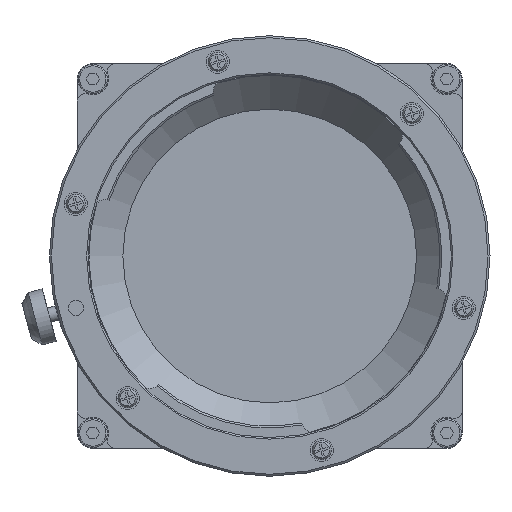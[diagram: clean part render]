
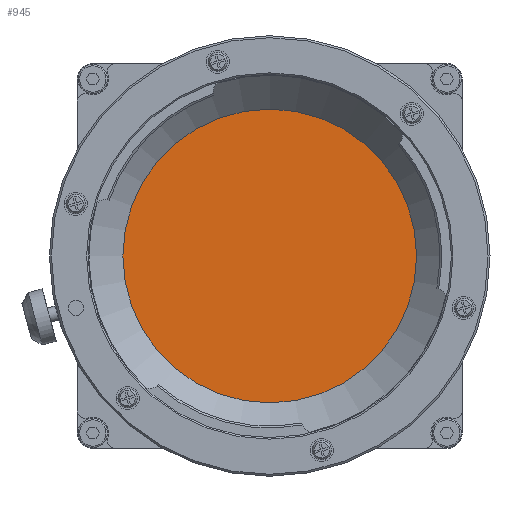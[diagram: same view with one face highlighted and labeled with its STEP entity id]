
A CAD part, left-side view. The second image highlights one B-rep face of the part: STEP entity #945.
In plain terms, the highlighted planar face has unit normal (-1, 0, 0).
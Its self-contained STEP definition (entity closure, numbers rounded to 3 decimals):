
#945 = ADVANCED_FACE( '', ( #2454 ), #2455, .T. );
#2454 = FACE_OUTER_BOUND( '', #4753, .T. );
#2455 = PLANE( '', #4754 );
#4753 = EDGE_LOOP( '', ( #7680 ) );
#4754 = AXIS2_PLACEMENT_3D( '', #7681, #7682, #7683 );
#7680 = ORIENTED_EDGE( '', *, *, #13002, .F. );
#7681 = CARTESIAN_POINT( '', ( 2.9, 21., 0. ) );
#7682 = DIRECTION( '', ( -1., 0., 0. ) );
#7683 = DIRECTION( '', ( 0., 0., 1. ) );
#13002 = EDGE_CURVE( '', #15678, #15678, #15679, .F. );
#15678 = VERTEX_POINT( '', #19382 );
#15679 = CIRCLE( '', #19383, 19. );
#19382 = CARTESIAN_POINT( '', ( 2.9, 0., 19. ) );
#19383 = AXIS2_PLACEMENT_3D( '', #23192, #23193, #23194 );
#23192 = CARTESIAN_POINT( '', ( 2.9, 0., 0. ) );
#23193 = DIRECTION( '', ( -1., 0., 0. ) );
#23194 = DIRECTION( '', ( 0., 0., 1. ) );
